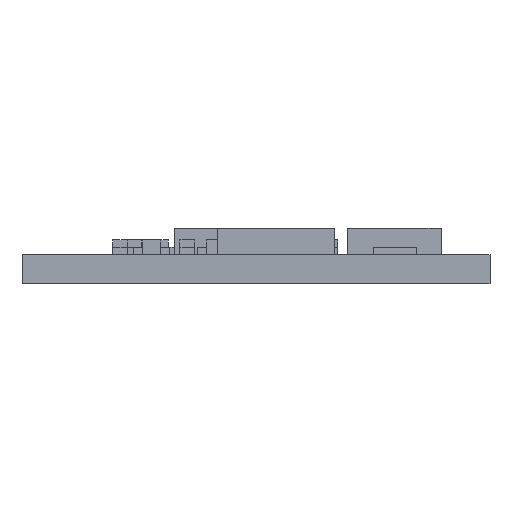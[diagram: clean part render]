
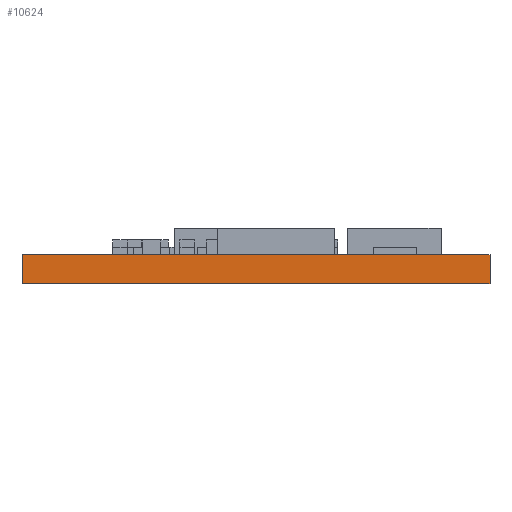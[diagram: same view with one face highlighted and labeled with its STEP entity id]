
A CAD part, front view. The second image highlights one B-rep face of the part: STEP entity #10624.
In plain terms, the highlighted planar face has unit normal (0, -1, 0).
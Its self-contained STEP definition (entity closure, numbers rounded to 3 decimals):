
#308=FACE_OUTER_BOUND('',#1008,.T.);
#1008=EDGE_LOOP('',(#7117,#7118,#7119,#7120));
#1778=LINE('',#15251,#3210);
#1779=LINE('',#15254,#3211);
#1780=LINE('',#15256,#3212);
#1781=LINE('',#15257,#3213);
#3210=VECTOR('',#12317,10.);
#3211=VECTOR('',#12320,10.);
#3212=VECTOR('',#12321,10.);
#3213=VECTOR('',#12322,10.);
#4607=VERTEX_POINT('',#15247);
#4608=VERTEX_POINT('',#15249);
#4609=VERTEX_POINT('',#15253);
#4610=VERTEX_POINT('',#15255);
#5618=EDGE_CURVE('',#4607,#4608,#1778,.T.);
#5619=EDGE_CURVE('',#4607,#4609,#1779,.T.);
#5620=EDGE_CURVE('',#4610,#4608,#1780,.T.);
#5621=EDGE_CURVE('',#4609,#4610,#1781,.T.);
#7117=ORIENTED_EDGE('',*,*,#5619,.F.);
#7118=ORIENTED_EDGE('',*,*,#5618,.T.);
#7119=ORIENTED_EDGE('',*,*,#5620,.F.);
#7120=ORIENTED_EDGE('',*,*,#5621,.F.);
#9940=PLANE('',#11443);
#10624=ADVANCED_FACE('',(#308),#9940,.T.);
#11443=AXIS2_PLACEMENT_3D('',#15252,#12318,#12319);
#12317=DIRECTION('',(0.,0.,1.));
#12318=DIRECTION('center_axis',(0.,-1.,0.));
#12319=DIRECTION('ref_axis',(1.,0.,0.));
#12320=DIRECTION('',(-1.,0.,0.));
#12321=DIRECTION('',(1.,0.,0.));
#12322=DIRECTION('',(0.,0.,1.));
#15247=CARTESIAN_POINT('',(8.,-8.,0.));
#15249=CARTESIAN_POINT('',(8.,-8.,1.));
#15251=CARTESIAN_POINT('',(8.,-8.,0.));
#15252=CARTESIAN_POINT('Origin',(-8.,-8.,0.));
#15253=CARTESIAN_POINT('',(-8.,-8.,0.));
#15254=CARTESIAN_POINT('',(8.,-8.,0.));
#15255=CARTESIAN_POINT('',(-8.,-8.,1.));
#15256=CARTESIAN_POINT('',(8.,-8.,1.));
#15257=CARTESIAN_POINT('',(-8.,-8.,0.));
